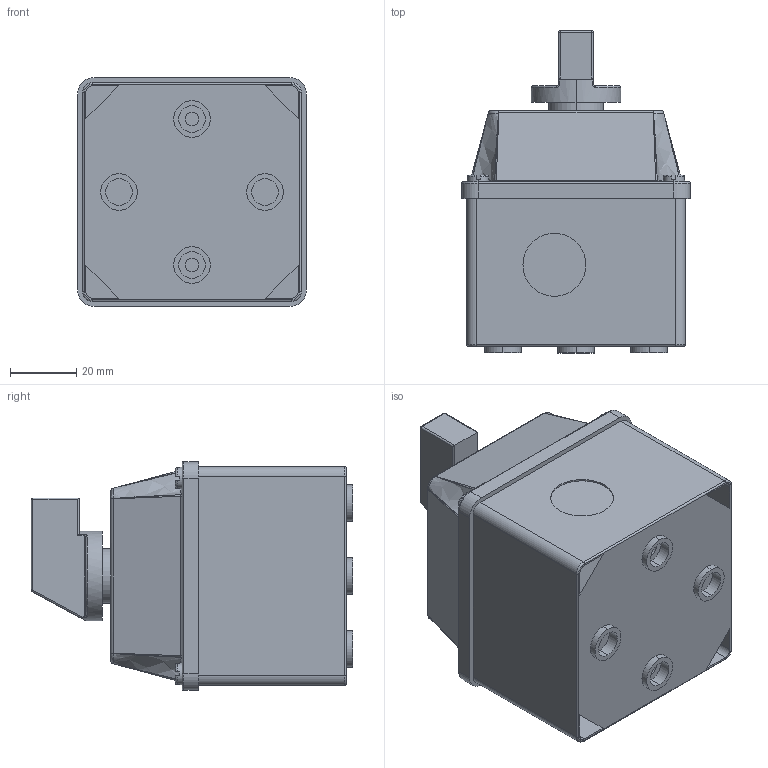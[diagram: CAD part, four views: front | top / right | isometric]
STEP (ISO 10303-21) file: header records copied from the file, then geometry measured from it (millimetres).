
FILE_DESCRIPTION (( 'STEP AP203' ), '1' );
FILE_NAME ('ﾏﾊ-3-13 25ﾀ 3ﾐ (pk-3-13-25).STEP', '2018-09-04T06:52:08', ( '' ), ( '' ), 'SwSTEP 2.0', 'SolidWorks 2017', '' );
FILE_SCHEMA (( 'CONFIG_CONTROL_DESIGN' ));
Length unit declared in the file: millimetre
Products named in the file (1): ﾏﾊ-3-13 25ﾀ 3ﾐ (pk-3-13-25)
Bounding box: 69 x 97 x 69 mm (x, y, z)
Volume: 292580.3 mm3; surface area: 32971.8 mm2
Topology: 1 solids, 1 shells, 374 faces, 935 edges, 587 vertices
Faces by surface type: plane 167, cylinder 95, bspline 80, torus 26, sphere 6
Entity records: 14189 total; most frequent: CARTESIAN_POINT 5703, ORIENTED_EDGE 1846, DIRECTION 1584, EDGE_CURVE 923, VERTEX_POINT 587, AXIS2_PLACEMENT_3D 556, LINE 472, VECTOR 472
